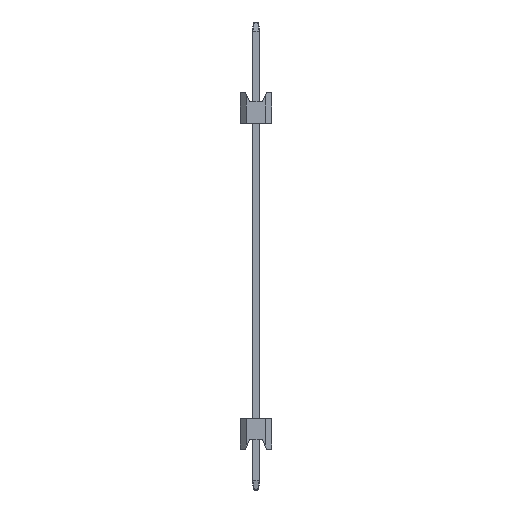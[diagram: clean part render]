
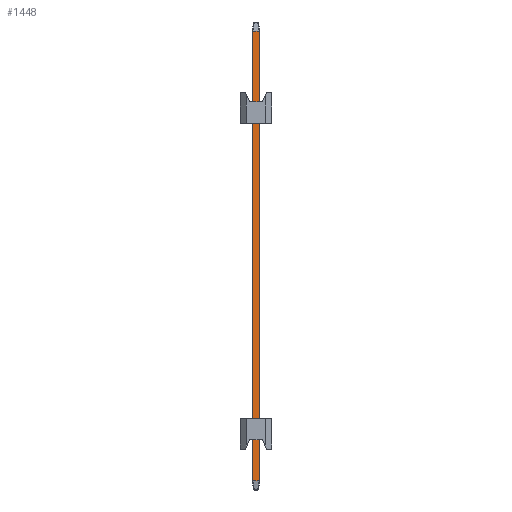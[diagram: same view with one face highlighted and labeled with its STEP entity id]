
A CAD part, left-side view. The second image highlights one B-rep face of the part: STEP entity #1448.
In plain terms, the highlighted planar face has unit normal (-1, 0, 0).
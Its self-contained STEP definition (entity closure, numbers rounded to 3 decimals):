
#378=FACE_OUTER_BOUND('',#442,.T.);
#442=EDGE_LOOP('',(#1187,#1188,#1189,#1190,#1191,#1192,#1193,#1194));
#493=LINE('',#2184,#649);
#502=LINE('',#2202,#658);
#532=LINE('',#2257,#688);
#545=LINE('',#2284,#701);
#548=LINE('',#2290,#704);
#551=LINE('',#2296,#707);
#567=LINE('',#2323,#723);
#568=LINE('',#2325,#724);
#649=VECTOR('',#1722,10.);
#658=VECTOR('',#1735,10.);
#688=VECTOR('',#1785,10.);
#701=VECTOR('',#1806,10.);
#704=VECTOR('',#1811,10.);
#707=VECTOR('',#1816,10.);
#723=VECTOR('',#1850,10.);
#724=VECTOR('',#1853,10.);
#803=VERTEX_POINT('',#2182);
#804=VERTEX_POINT('',#2183);
#811=VERTEX_POINT('',#2200);
#825=VERTEX_POINT('',#2252);
#833=VERTEX_POINT('',#2276);
#836=VERTEX_POINT('',#2282);
#838=VERTEX_POINT('',#2288);
#840=VERTEX_POINT('',#2294);
#901=EDGE_CURVE('',#803,#804,#493,.T.);
#910=EDGE_CURVE('',#811,#803,#502,.T.);
#940=EDGE_CURVE('',#804,#825,#532,.T.);
#953=EDGE_CURVE('',#836,#833,#545,.T.);
#956=EDGE_CURVE('',#838,#836,#548,.T.);
#959=EDGE_CURVE('',#840,#838,#551,.T.);
#975=EDGE_CURVE('',#833,#811,#567,.T.);
#976=EDGE_CURVE('',#825,#840,#568,.T.);
#1187=ORIENTED_EDGE('',*,*,#940,.F.);
#1188=ORIENTED_EDGE('',*,*,#901,.F.);
#1189=ORIENTED_EDGE('',*,*,#910,.F.);
#1190=ORIENTED_EDGE('',*,*,#975,.F.);
#1191=ORIENTED_EDGE('',*,*,#953,.F.);
#1192=ORIENTED_EDGE('',*,*,#956,.F.);
#1193=ORIENTED_EDGE('',*,*,#959,.F.);
#1194=ORIENTED_EDGE('',*,*,#976,.F.);
#1384=PLANE('',#1575);
#1448=ADVANCED_FACE('',(#378),#1384,.T.);
#1575=AXIS2_PLACEMENT_3D('',#2324,#1851,#1852);
#1722=DIRECTION('',(0.,0.,-1.));
#1735=DIRECTION('',(0.,-0.371,-0.928));
#1785=DIRECTION('',(0.,0.371,-0.928));
#1806=DIRECTION('',(0.,-0.371,0.928));
#1811=DIRECTION('',(0.,0.,1.));
#1816=DIRECTION('',(0.,0.371,0.928));
#1850=DIRECTION('',(0.,-1.,0.));
#1851=DIRECTION('center_axis',(-1.,0.,0.));
#1852=DIRECTION('ref_axis',(0.,-1.,0.));
#1853=DIRECTION('',(0.,1.,0.));
#2182=CARTESIAN_POINT('',(-0.32,-0.27,33.748));
#2183=CARTESIAN_POINT('',(-0.32,-0.27,-2.548));
#2184=CARTESIAN_POINT('',(-0.32,-0.27,0.));
#2200=CARTESIAN_POINT('',(-0.32,-0.269,33.75));
#2202=CARTESIAN_POINT('',(-0.32,-5.973,19.491));
#2252=CARTESIAN_POINT('',(-0.32,-0.269,-2.55));
#2257=CARTESIAN_POINT('',(-0.32,-0.593,-1.739));
#2276=CARTESIAN_POINT('',(-0.32,0.269,33.75));
#2282=CARTESIAN_POINT('',(-0.32,0.27,33.748));
#2284=CARTESIAN_POINT('',(-0.32,6.017,19.381));
#2288=CARTESIAN_POINT('',(-0.32,0.27,-2.548));
#2290=CARTESIAN_POINT('',(-0.32,0.27,0.));
#2294=CARTESIAN_POINT('',(-0.32,0.269,-2.55));
#2296=CARTESIAN_POINT('',(-0.32,0.637,-1.629));
#2323=CARTESIAN_POINT('',(-0.32,0.16,33.75));
#2324=CARTESIAN_POINT('Origin',(-0.32,0.32,0.));
#2325=CARTESIAN_POINT('',(-0.32,0.16,-2.55));
